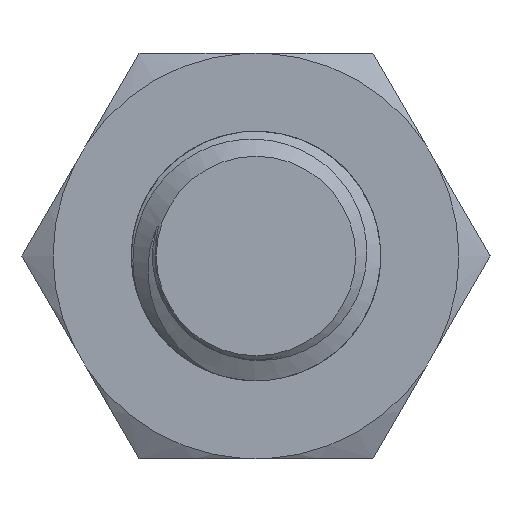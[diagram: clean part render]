
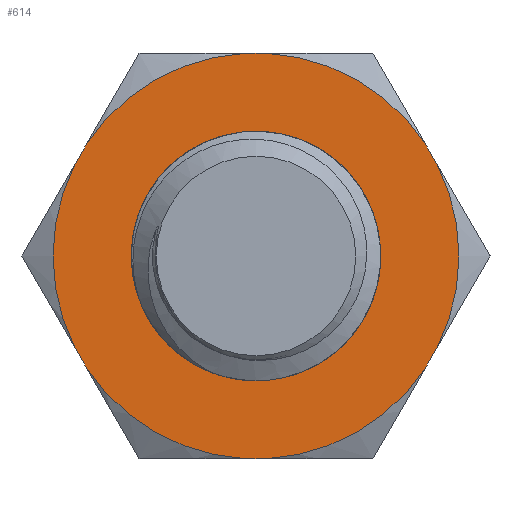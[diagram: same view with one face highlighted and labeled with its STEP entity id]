
A CAD part, left-side view. The second image highlights one B-rep face of the part: STEP entity #614.
In plain terms, the highlighted planar face has unit normal (-1, 0, 0).
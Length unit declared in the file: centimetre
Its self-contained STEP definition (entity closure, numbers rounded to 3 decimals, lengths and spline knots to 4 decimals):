
#47=FACE_BOUND('',#135,.T.);
#54=PLANE('',#727);
#95=FACE_OUTER_BOUND('',#134,.T.);
#134=EDGE_LOOP('',(#467,#468,#469,#470,#471,#472,#473,#474,#475,#476,#477,
#478));
#135=EDGE_LOOP('',(#479));
#165=CIRCLE('',#712,3.6);
#174=CIRCLE('',#728,6.51);
#175=CIRCLE('',#729,6.51);
#176=CIRCLE('',#730,6.51);
#177=CIRCLE('',#731,6.51);
#178=CIRCLE('',#732,6.51);
#179=CIRCLE('',#733,6.51);
#227=VERTEX_POINT('',#1166);
#240=VERTEX_POINT('',#3112);
#241=VERTEX_POINT('',#3113);
#242=VERTEX_POINT('',#3115);
#243=VERTEX_POINT('',#3117);
#244=VERTEX_POINT('',#3119);
#245=VERTEX_POINT('',#3121);
#246=VERTEX_POINT('',#3123);
#247=VERTEX_POINT('',#3125);
#248=VERTEX_POINT('',#3127);
#249=VERTEX_POINT('',#3129);
#250=VERTEX_POINT('',#3131);
#251=VERTEX_POINT('',#3133);
#299=EDGE_CURVE('',#227,#227,#165,.T.);
#323=EDGE_CURVE('',#240,#241,#174,.T.);
#324=EDGE_CURVE('',#242,#241,#650,.T.);
#325=EDGE_CURVE('',#242,#243,#175,.T.);
#326=EDGE_CURVE('',#244,#243,#651,.T.);
#327=EDGE_CURVE('',#244,#245,#176,.T.);
#328=EDGE_CURVE('',#246,#245,#652,.T.);
#329=EDGE_CURVE('',#246,#247,#177,.T.);
#330=EDGE_CURVE('',#248,#247,#653,.T.);
#331=EDGE_CURVE('',#248,#249,#178,.T.);
#332=EDGE_CURVE('',#250,#249,#654,.T.);
#333=EDGE_CURVE('',#250,#251,#179,.T.);
#334=EDGE_CURVE('',#240,#251,#655,.T.);
#467=ORIENTED_EDGE('',*,*,#323,.T.);
#468=ORIENTED_EDGE('',*,*,#324,.F.);
#469=ORIENTED_EDGE('',*,*,#325,.T.);
#470=ORIENTED_EDGE('',*,*,#326,.F.);
#471=ORIENTED_EDGE('',*,*,#327,.T.);
#472=ORIENTED_EDGE('',*,*,#328,.F.);
#473=ORIENTED_EDGE('',*,*,#329,.T.);
#474=ORIENTED_EDGE('',*,*,#330,.F.);
#475=ORIENTED_EDGE('',*,*,#331,.T.);
#476=ORIENTED_EDGE('',*,*,#332,.F.);
#477=ORIENTED_EDGE('',*,*,#333,.T.);
#478=ORIENTED_EDGE('',*,*,#334,.F.);
#479=ORIENTED_EDGE('',*,*,#299,.F.);
#614=ADVANCED_FACE('',(#95,#47),#54,.T.);
#650=LINE('',#3116,#679);
#651=LINE('',#3120,#680);
#652=LINE('',#3124,#681);
#653=LINE('',#3128,#682);
#654=LINE('',#3132,#683);
#655=LINE('',#3135,#684);
#679=VECTOR('',#834,10.);
#680=VECTOR('',#837,10.);
#681=VECTOR('',#840,10.);
#682=VECTOR('',#843,10.);
#683=VECTOR('',#846,10.);
#684=VECTOR('',#849,10.);
#712=AXIS2_PLACEMENT_3D('',#1168,#798,#799);
#727=AXIS2_PLACEMENT_3D('',#3111,#830,#831);
#728=AXIS2_PLACEMENT_3D('',#3114,#832,#833);
#729=AXIS2_PLACEMENT_3D('',#3118,#835,#836);
#730=AXIS2_PLACEMENT_3D('',#3122,#838,#839);
#731=AXIS2_PLACEMENT_3D('',#3126,#841,#842);
#732=AXIS2_PLACEMENT_3D('',#3130,#844,#845);
#733=AXIS2_PLACEMENT_3D('',#3134,#847,#848);
#798=DIRECTION('center_axis',(-1.,0.,0.));
#799=DIRECTION('ref_axis',(0.,1.,0.));
#830=DIRECTION('center_axis',(-1.,0.,0.));
#831=DIRECTION('ref_axis',(0.,-1.,0.));
#832=DIRECTION('center_axis',(-1.,0.,0.));
#833=DIRECTION('ref_axis',(0.,0.,1.));
#834=DIRECTION('',(0.,-0.5,0.866));
#835=DIRECTION('center_axis',(-1.,0.,0.));
#836=DIRECTION('ref_axis',(0.,0.,1.));
#837=DIRECTION('',(0.,0.5,0.866));
#838=DIRECTION('center_axis',(-1.,0.,0.));
#839=DIRECTION('ref_axis',(0.,0.,1.));
#840=DIRECTION('',(0.,1.,0.));
#841=DIRECTION('center_axis',(-1.,0.,0.));
#842=DIRECTION('ref_axis',(0.,0.,1.));
#843=DIRECTION('',(0.,0.5,-0.866));
#844=DIRECTION('center_axis',(-1.,0.,0.));
#845=DIRECTION('ref_axis',(0.,0.,1.));
#846=DIRECTION('',(0.,-0.5,-0.866));
#847=DIRECTION('center_axis',(-1.,0.,0.));
#848=DIRECTION('ref_axis',(0.,0.,1.));
#849=DIRECTION('',(0.,-1.,0.));
#1166=CARTESIAN_POINT('',(8.,-3.6,0.));
#1168=CARTESIAN_POINT('Origin',(8.,0.,
0.));
#3111=CARTESIAN_POINT('Origin',(8.,0.,10.));
#3112=CARTESIAN_POINT('',(8.,0.3607,6.5));
#3113=CARTESIAN_POINT('',(8.,5.4488,3.5624));
#3114=CARTESIAN_POINT('Origin',(8.,0.,0.));
#3115=CARTESIAN_POINT('',(8.,5.8095,2.9376));
#3116=CARTESIAN_POINT('',(8.,2.5259,8.625));
#3117=CARTESIAN_POINT('',(8.,5.8095,-2.9376));
#3118=CARTESIAN_POINT('Origin',(8.,0.,0.));
#3119=CARTESIAN_POINT('',(8.,5.4488,-3.5624));
#3120=CARTESIAN_POINT('',(8.,8.7324,2.125));
#3121=CARTESIAN_POINT('',(8.,0.3607,-6.5));
#3122=CARTESIAN_POINT('Origin',(8.,0.,0.));
#3123=CARTESIAN_POINT('',(8.,-0.3607,-6.5));
#3124=CARTESIAN_POINT('',(8.,1.8764,-6.5));
#3125=CARTESIAN_POINT('',(8.,-5.4488,-3.5624));
#3126=CARTESIAN_POINT('Origin',(8.,0.,0.));
#3127=CARTESIAN_POINT('',(8.,-5.8095,-2.9376));
#3128=CARTESIAN_POINT('',(8.,-6.856,-1.125));
#3129=CARTESIAN_POINT('',(8.,-5.8095,2.9376));
#3130=CARTESIAN_POINT('Origin',(8.,0.,0.));
#3131=CARTESIAN_POINT('',(8.,-5.4488,3.5624));
#3132=CARTESIAN_POINT('',(8.,-4.4023,5.375));
#3133=CARTESIAN_POINT('',(8.,-0.3607,6.5));
#3134=CARTESIAN_POINT('Origin',(8.,0.,0.));
#3135=CARTESIAN_POINT('',(8.,-1.8764,6.5));
